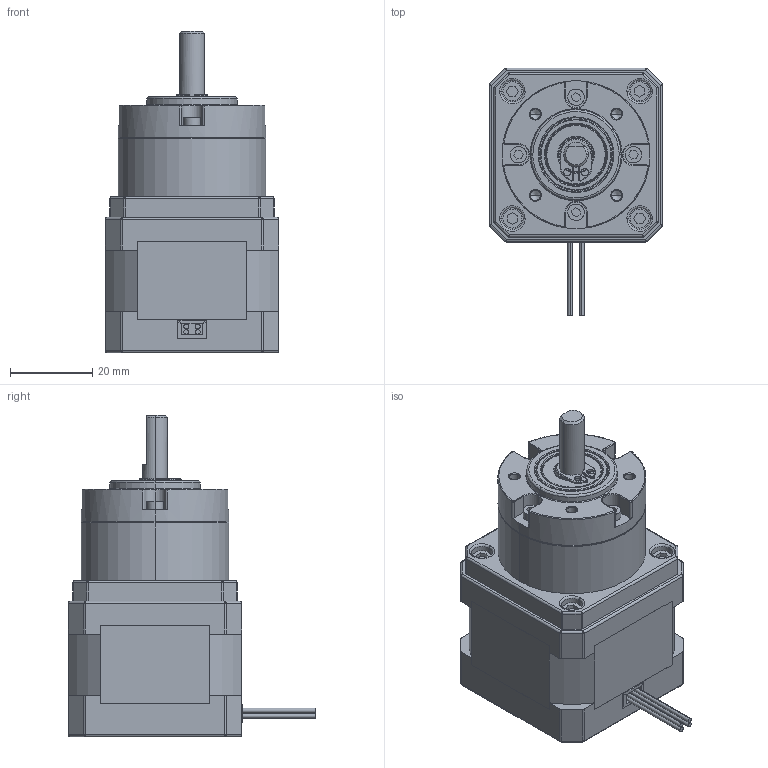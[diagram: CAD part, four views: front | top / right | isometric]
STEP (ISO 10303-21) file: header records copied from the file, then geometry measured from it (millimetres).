
FILE_DESCRIPTION (( 'STEP AP214' ), '1' );
FILE_NAME ('17HS13-0404S-PG5.STEP', '2018-03-07T09:02:57', ( '' ), ( '' ), 'SwSTEP 2.0', 'SolidWorks 2014', '' );
FILE_SCHEMA (( 'AUTOMOTIVE_DESIGN' ));
Length unit declared in the file: millimetre
Products named in the file (1): 17HS13-0404S-PG5
Bounding box: 42.32 x 60.31 x 78.3 mm (x, y, z)
Volume: 87707.7 mm3; surface area: 14368.1 mm2
Topology: 1 solids, 1 shells, 539 faces, 1311 edges, 803 vertices
Faces by surface type: plane 251, cylinder 173, bspline 98, cone 17
Entity records: 25553 total; most frequent: CARTESIAN_POINT 7606, ORIENTED_EDGE 2582, DIRECTION 2358, EDGE_CURVE 1291, AXIS2_PLACEMENT_3D 833, VERTEX_POINT 803, LINE 692, VECTOR 692
